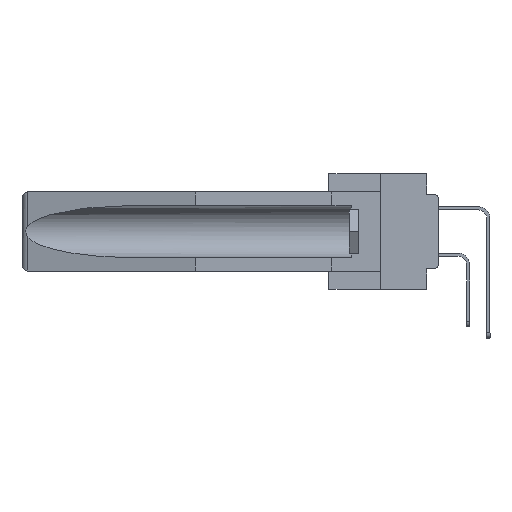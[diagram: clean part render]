
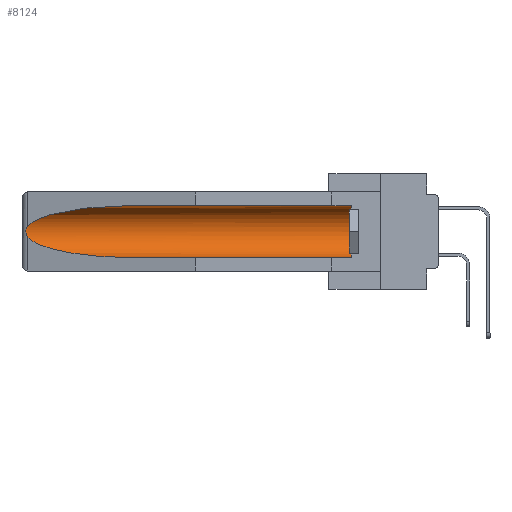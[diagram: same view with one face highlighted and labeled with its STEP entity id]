
A CAD part, left-side view. The second image highlights one B-rep face of the part: STEP entity #8124.
In plain terms, the highlighted cylindrical face has radius 2.857 mm (diameter 5.715 mm), a partial arc.
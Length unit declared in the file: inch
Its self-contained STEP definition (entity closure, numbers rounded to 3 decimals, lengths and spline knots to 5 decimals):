
#120 = CARTESIAN_POINT ( 'NONE',  ( 0.155, 1.07973, -0.059 ) ) ;
#549 = LINE ( 'NONE', #16682, #24185 ) ;
#1147 = EDGE_CURVE ( 'NONE', #16304, #23271, #32579, .T. ) ;
#1471 = CARTESIAN_POINT ( 'NONE',  ( 0.155, -0.30754, -0.059 ) ) ;
#1534 = CARTESIAN_POINT ( 'NONE',  ( 0.155, 0.126, -0.1715 ) ) ;
#2745 = AXIS2_PLACEMENT_3D ( 'NONE', #1534, #27539, #32135 ) ;
#3792 = DIRECTION ( 'NONE',  ( 0., 1., 0. ) ) ;
#4563 = CARTESIAN_POINT ( 'NONE',  ( 0.26537, 1.52718, -0.19328 ) ) ;
#5064 = CARTESIAN_POINT ( 'NONE',  ( 0.2675, 1.53308, -0.17534 ) ) ;
#5400 = CYLINDRICAL_SURFACE ( 'NONE', #19996, 0.1125 ) ;
#5565 = EDGE_CURVE ( 'NONE', #16304, #21024, #549, .T. ) ;
#6056 = ORIENTED_EDGE ( 'NONE', *, *, #5565, .F. ) ;
#7676 = ORIENTED_EDGE ( 'NONE', *, *, #1147, .T. ) ;
#7850 = EDGE_CURVE ( 'NONE', #23271, #22145, #21869, .T. ) ;
#8059 = ORIENTED_EDGE ( 'NONE', *, *, #25021, .T. ) ;
#8124 = ADVANCED_FACE ( 'NONE', ( #28654 ), #5400, .F. ) ;
#8278 = CARTESIAN_POINT ( 'NONE',  ( 0.26537, 1.52718, -0.19328 ) ) ;
#10508 = CARTESIAN_POINT ( 'NONE',  ( 0.21114, 1.30732, -0.059 ) ) ;
#10890 = EDGE_LOOP ( 'NONE', ( #23404, #14091, #8059, #6056, #7676, #31116 ) ) ;
#11218 = CARTESIAN_POINT ( 'NONE',  ( 0.26537, 1.52718, -0.19328 ) ) ;
#11898 = CARTESIAN_POINT ( 'NONE',  ( 0.155, 0.126, -0.059 ) ) ;
#12698 = CARTESIAN_POINT ( 'NONE',  ( 0.26655, 1.53094, -0.18657 ) ) ;
#13548 = DIRECTION ( 'NONE',  ( 0., 1., 0. ) ) ;
#14091 = ORIENTED_EDGE ( 'NONE', *, *, #29130, .T. ) ;
#15585 = CARTESIAN_POINT ( 'NONE',  ( 0.26597, 1.5296, -0.19026 ) ) ;
#15653 = VERTEX_POINT ( 'NONE', #4563 ) ;
#16137 = CARTESIAN_POINT ( 'NONE',  ( 0.155, 1.07973, -0.059 ) ) ;
#16304 = VERTEX_POINT ( 'NONE', #16845 ) ;
#16682 = CARTESIAN_POINT ( 'NONE',  ( 0.155, -0.30754, -0.284 ) ) ;
#16845 = CARTESIAN_POINT ( 'NONE',  ( 0.155, 0.126, -0.284 ) ) ;
#17066 = EDGE_CURVE ( 'NONE', #22145, #25868, #31645, .T. ) ;
#17468 = CARTESIAN_POINT ( 'NONE',  ( 0.155, 1.07973, -0.284 ) ) ;
#19996 = AXIS2_PLACEMENT_3D ( 'NONE', #25254, #13548, #27230 ) ;
#20837 = CARTESIAN_POINT ( 'NONE',  ( 0.26537, 1.52718, -0.14972 ) ) ;
#20863 = CARTESIAN_POINT ( 'NONE',  ( 0.25451, 1.48313, -0.09465 ) ) ;
#21024 = VERTEX_POINT ( 'NONE', #17468 ) ;
#21568 = CARTESIAN_POINT ( 'NONE',  ( 0.25451, 1.48313, -0.24835 ) ) ;
#21869 = LINE ( 'NONE', #1471, #31297 ) ;
#22091 =( BOUNDED_CURVE ( )  B_SPLINE_CURVE ( 3, ( #11218, #21568, #25105, #32422 ),
 .UNSPECIFIED., .F., .F. ) 
 B_SPLINE_CURVE_WITH_KNOTS ( ( 4, 4 ),
 ( 0.1948, 1.5708 ),
 .UNSPECIFIED. ) 
 CURVE ( )  GEOMETRIC_REPRESENTATION_ITEM ( )  RATIONAL_B_SPLINE_CURVE ( ( 1., 0.848, 0.848, 1. ) ) 
 REPRESENTATION_ITEM ( '' )  );
#22145 = VERTEX_POINT ( 'NONE', #16137 ) ;
#23271 = VERTEX_POINT ( 'NONE', #11898 ) ;
#23404 = ORIENTED_EDGE ( 'NONE', *, *, #17066, .T. ) ;
#24185 = VECTOR ( 'NONE', #3792, 39.37008 ) ;
#25021 = EDGE_CURVE ( 'NONE', #15653, #21024, #22091, .T. ) ;
#25105 = CARTESIAN_POINT ( 'NONE',  ( 0.21114, 1.30732, -0.284 ) ) ;
#25254 = CARTESIAN_POINT ( 'NONE',  ( 0.155, -0.30754, -0.1715 ) ) ;
#25600 = CARTESIAN_POINT ( 'NONE',  ( 0.2675, 1.53308, -0.16763 ) ) ;
#25868 = VERTEX_POINT ( 'NONE', #33115 ) ;
#27230 = DIRECTION ( 'NONE',  ( 0., 0., 1. ) ) ;
#27314 = DIRECTION ( 'NONE',  ( 0., 1., 0. ) ) ;
#27539 = DIRECTION ( 'NONE',  ( 0., -1., 0. ) ) ;
#28322 = CARTESIAN_POINT ( 'NONE',  ( 0.26654, 1.53092, -0.15636 ) ) ;
#28488 = CARTESIAN_POINT ( 'NONE',  ( 0.26597, 1.52961, -0.15275 ) ) ;
#28654 = FACE_OUTER_BOUND ( 'NONE', #10890, .T. ) ;
#29006 = CARTESIAN_POINT ( 'NONE',  ( 0.2673, 1.5327, -0.16383 ) ) ;
#29130 = EDGE_CURVE ( 'NONE', #25868, #15653, #31912, .T. ) ;
#31116 = ORIENTED_EDGE ( 'NONE', *, *, #7850, .T. ) ;
#31238 = CARTESIAN_POINT ( 'NONE',  ( 0.26537, 1.52718, -0.14972 ) ) ;
#31297 = VECTOR ( 'NONE', #27314, 39.37008 ) ;
#31549 = CARTESIAN_POINT ( 'NONE',  ( 0.2673, 1.53269, -0.17917 ) ) ;
#31645 =( BOUNDED_CURVE ( )  B_SPLINE_CURVE ( 3, ( #120, #10508, #20863, #31238 ),
 .UNSPECIFIED., .F., .F. ) 
 B_SPLINE_CURVE_WITH_KNOTS ( ( 4, 4 ),
 ( 4.71239, 6.08839 ),
 .UNSPECIFIED. ) 
 CURVE ( )  GEOMETRIC_REPRESENTATION_ITEM ( )  RATIONAL_B_SPLINE_CURVE ( ( 1., 0.848, 0.848, 1. ) ) 
 REPRESENTATION_ITEM ( '' )  );
#31912 = B_SPLINE_CURVE_WITH_KNOTS ( 'NONE', 3,
 ( #20837, #28488, #28322, #29006, #25600, #5064, #31549, #12698, #15585, #8278 ),
 .UNSPECIFIED., .F., .F.,
 ( 4, 2, 2, 2, 4 ),
 ( 0., 0.00029, 0.00058, 0.00087, 0.00117 ),
 .UNSPECIFIED. ) ;
#32135 = DIRECTION ( 'NONE',  ( 0., 0., 1. ) ) ;
#32422 = CARTESIAN_POINT ( 'NONE',  ( 0.155, 1.07973, -0.284 ) ) ;
#32579 = CIRCLE ( 'NONE', #2745, 0.1125 ) ;
#33115 = CARTESIAN_POINT ( 'NONE',  ( 0.26537, 1.52718, -0.14972 ) ) ;
